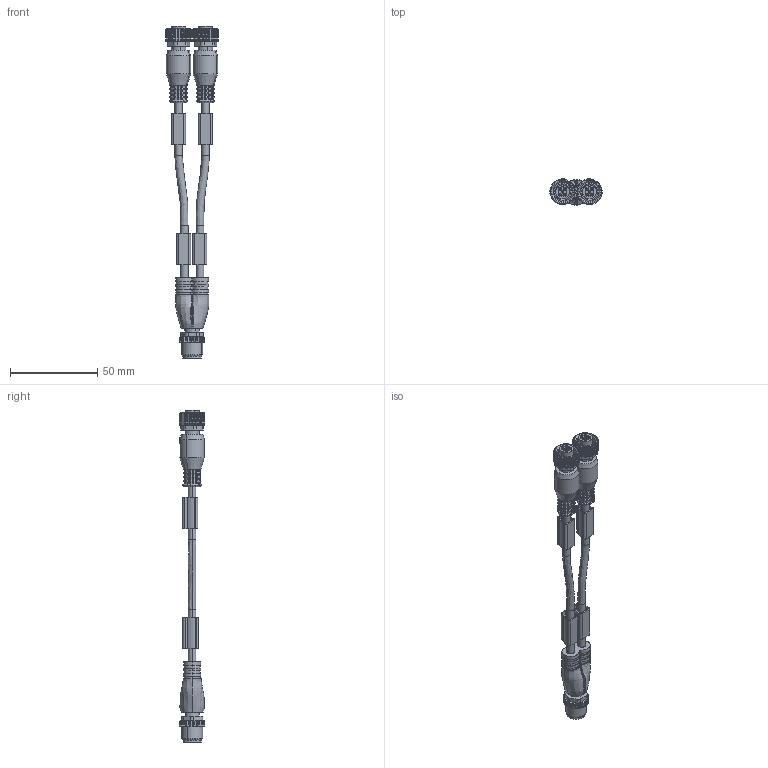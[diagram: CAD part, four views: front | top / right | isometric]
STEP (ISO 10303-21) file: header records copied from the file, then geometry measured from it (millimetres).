
FILE_DESCRIPTION(('CATIA V5 STEP Exchange','CAx-IF Rec.Pracs.--- Model Styling and Organization---1.5--- 2016-08-15','CAx-IF Rec.Pracs.---Supplemental Geometry---1.0---2011-11-01','CAx-IF Rec.Pracs.--- Composite Materials ---1.1---2010-07-15'),'2;1');
FILE_NAME ('359778-2_0', '2025-03-21T10:36:35+00:00', ('none'), ('Weidmueller'), 'CATIA Version 5-6 Release 2022 SP4 HF5', 'CATIA V5 STEP AP214 v3', 'none');
FILE_SCHEMA(('AUTOMOTIVE_DESIGN { 1 0 10303 214 1 1 1 1 }'));
Products named in the file (1): 1005460000
Bounding box: 29.98 x 14.8 x 190 mm (x, y, z)
Volume: 19809.5 mm3; surface area: 17773 mm2
Topology: 1 solids, 13 shells, 1296 faces, 3410 edges, 2196 vertices
Faces by surface type: plane 641, cylinder 311, cone 130, bspline 114, torus 82, revolution 10, sphere 8
Entity records: 55129 total; most frequent: CARTESIAN_POINT 26941, ORIENTED_EDGE 6788, DIRECTION 3816, EDGE_CURVE 3394, VERTEX_POINT 2196, AXIS2_PLACEMENT_3D 1711, EDGE_LOOP 1386, ADVANCED_FACE 1296
